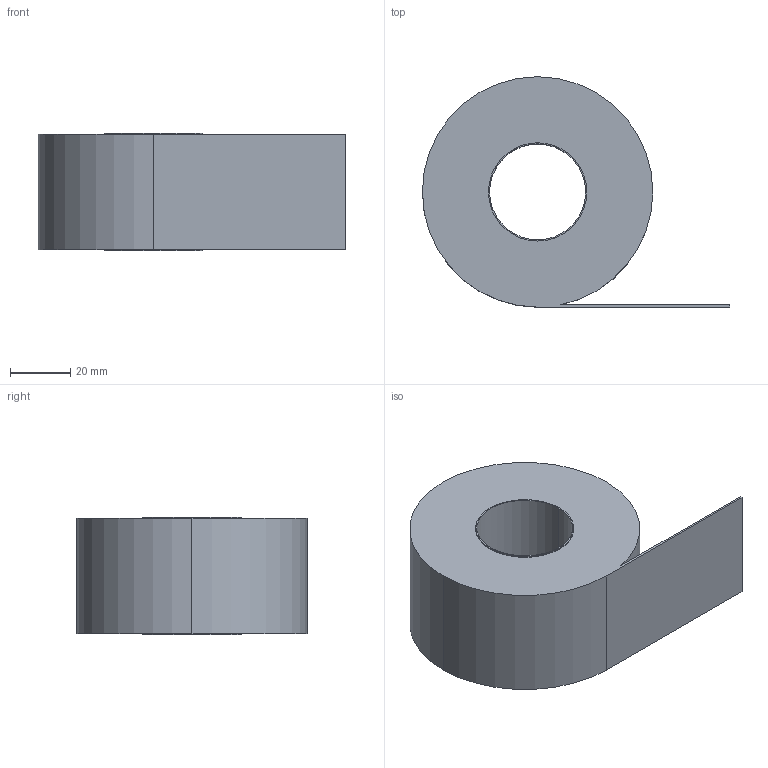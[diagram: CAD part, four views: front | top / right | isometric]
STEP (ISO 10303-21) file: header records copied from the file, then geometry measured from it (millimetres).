
FILE_DESCRIPTION (( 'STEP AP214' ), '1' );
FILE_NAME ('FMCB001_3D.step', '2023-04-14T16:16:02', ( '' ), ( '' ), 'SwSTEP 2.0', 'SolidWorks 2022', '' );
FILE_SCHEMA (( 'AUTOMOTIVE_DESIGN' ));
Length unit declared in the file: inch
Products named in the file (1): FMCB001_3D
Bounding box: 101.6 x 76.2 x 38.86 mm (x, y, z)
Volume: 145306.6 mm3; surface area: 24989.7 mm2
Topology: 1 solids, 1 shells, 16 faces, 36 edges, 24 vertices
Faces by surface type: cylinder 9, plane 7
Entity records: 606 total; most frequent: DIRECTION 88, CARTESIAN_POINT 77, ORIENTED_EDGE 72, EDGE_CURVE 36, AXIS2_PLACEMENT_3D 35, VERTEX_POINT 24, EDGE_LOOP 20, LINE 18
